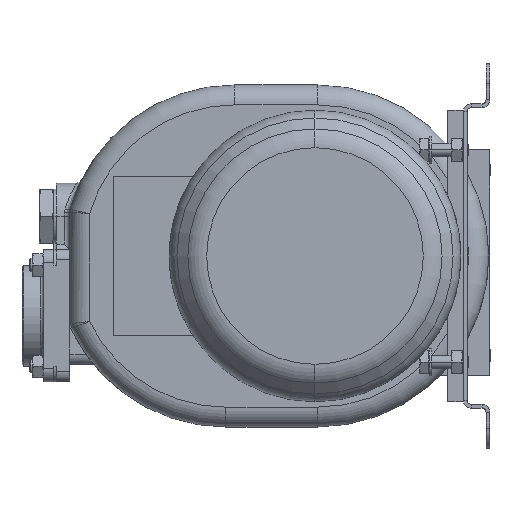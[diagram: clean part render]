
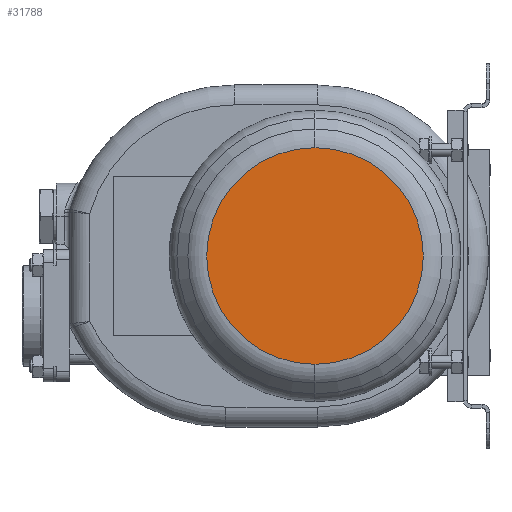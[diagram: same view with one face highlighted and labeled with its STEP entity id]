
A CAD part, left-side view. The second image highlights one B-rep face of the part: STEP entity #31788.
In plain terms, the highlighted planar face has unit normal (-1, 0, 0).
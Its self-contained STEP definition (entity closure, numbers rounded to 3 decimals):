
#8538=CARTESIAN_POINT('',(-471.5,132.,0.));
#8539=DIRECTION('',(-1.,0.,0.));
#8540=DIRECTION('',(0.,0.,-1.));
#8541=AXIS2_PLACEMENT_3D('',#8538,#8539,#8540);
#8543=CARTESIAN_POINT('',(-471.5,132.,0.));
#8544=DIRECTION('',(-1.,0.,0.));
#8545=DIRECTION('',(0.,0.,1.));
#8546=AXIS2_PLACEMENT_3D('',#8543,#8544,#8545);
#24755=CARTESIAN_POINT('',(-471.5,132.,-81.716));
#24756=CARTESIAN_POINT('',(-471.5,132.,81.716));
#24757=VERTEX_POINT('',#24755);
#24758=VERTEX_POINT('',#24756);
#31778=CARTESIAN_POINT('',(-471.5,132.,0.));
#31779=DIRECTION('',(1.,0.,0.));
#31780=DIRECTION('',(0.,0.,-1.));
#31781=AXIS2_PLACEMENT_3D('',#31778,#31779,#31780);
#31782=PLANE('',#31781);
#31784=ORIENTED_EDGE('',*,*,#31783,.F.);
#31785=ORIENTED_EDGE('',*,*,#31768,.F.);
#31786=EDGE_LOOP('',(#31784,#31785));
#31787=FACE_OUTER_BOUND('',#31786,.F.);
#31788=ADVANCED_FACE('',(#31787),#31782,.F.);
#8542=CIRCLE('',#8541,81.716);
#8547=CIRCLE('',#8546,81.716);
#31768=EDGE_CURVE('',#24758,#24757,#8547,.T.);
#31783=EDGE_CURVE('',#24757,#24758,#8542,.T.);
